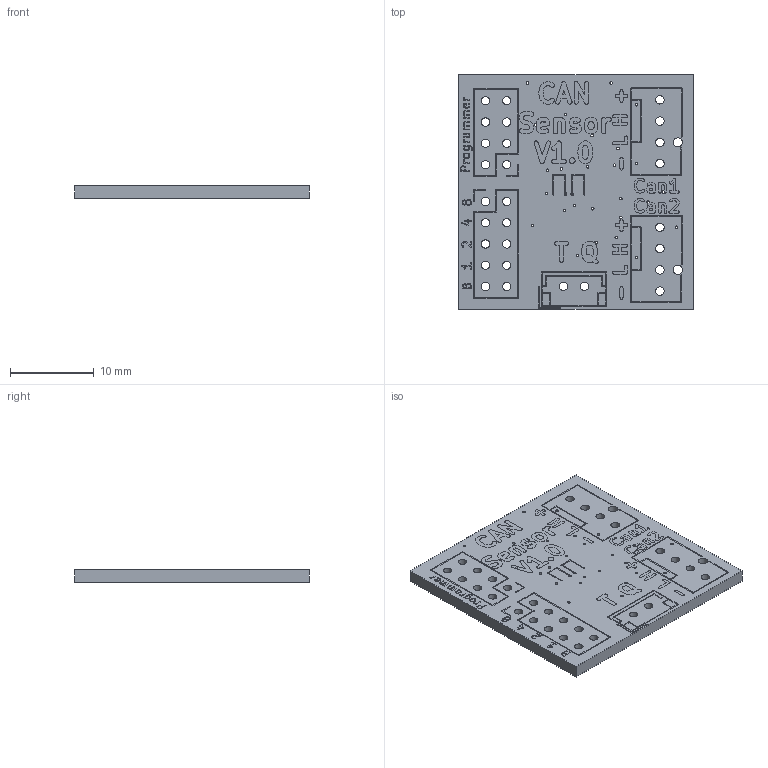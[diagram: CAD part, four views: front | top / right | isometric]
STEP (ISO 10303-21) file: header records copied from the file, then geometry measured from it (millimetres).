
FILE_DESCRIPTION(('KiCad electronic assembly'),'2;1');
FILE_NAME('sensor.step','2026-02-20T21:06:02',('Pcbnew'),('Kicad'), 'Open CASCADE STEP processor 7.9','KiCad to STEP converter','Unknown' );
FILE_SCHEMA(('AUTOMOTIVE_DESIGN { 1 0 10303 214 1 1 1 1 }'));
Length unit declared in the file: millimetre
Products named in the file (4): sensor 1; sensor_silkscreen; sensor_PCB
Assembly tree (3 placements, depth 2):
  sensor 1
    sensor_silkscreen
    sensor_silkscreen
    sensor_PCB
Bounding box: 28 x 28 x 1.66 mm (x, y, z)
Volume: 1144.2 mm3; surface area: 1962.4 mm2
Topology: 1 solids, 104 shells, 169 faces, 1962 edges, 1898 vertices
Faces by surface type: plane 109, cylinder 60
Full cylindrical faces by diameter (mm): 0.3 x30, 1 x20, 1.02 x8, 1.1 x2
Entity records: 19164 total; most frequent: CARTESIAN_POINT 4033, DIRECTION 2835, ORIENTED_EDGE 2154, EDGE_CURVE 1962, VERTEX_POINT 1898, LINE 1435, VECTOR 1435, AXIS2_PLACEMENT_3D 700
